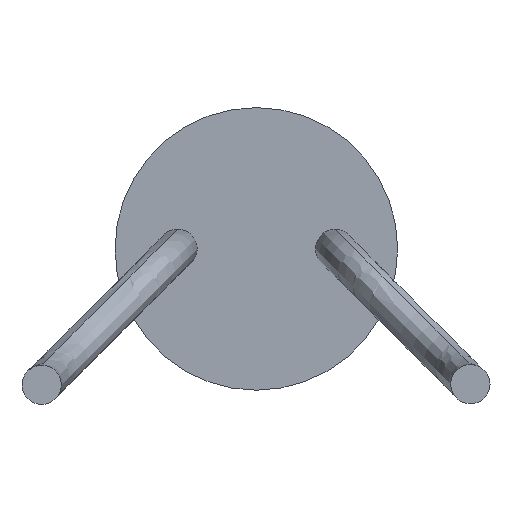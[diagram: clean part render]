
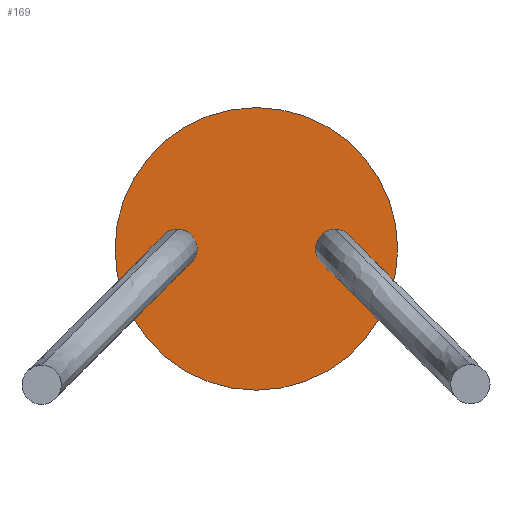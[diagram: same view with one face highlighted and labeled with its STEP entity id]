
A CAD part, front view. The second image highlights one B-rep face of the part: STEP entity #169.
In plain terms, the highlighted planar face has unit normal (0, -1, 0).
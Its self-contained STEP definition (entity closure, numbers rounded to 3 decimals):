
#19 = AXIS2_PLACEMENT_3D ( 'NONE', #804, #418, #31 ) ;
#23 = AXIS2_PLACEMENT_3D ( 'NONE', #77, #526, #140 ) ;
#25 = CIRCLE ( 'NONE', #19, 0.125 ) ;
#31 = DIRECTION ( 'NONE',  ( 0., 0., -1. ) ) ;
#38 = VERTEX_POINT ( 'NONE', #577 ) ;
#48 = EDGE_CURVE ( 'NONE', #327, #783, #457, .T. ) ;
#49 = CARTESIAN_POINT ( 'NONE',  ( 0., 0., 0. ) ) ;
#71 = FACE_BOUND ( 'NONE', #781, .T. ) ;
#77 = CARTESIAN_POINT ( 'NONE',  ( 0., 0., 0. ) ) ;
#84 = ORIENTED_EDGE ( 'NONE', *, *, #707, .F. ) ;
#95 = AXIS2_PLACEMENT_3D ( 'NONE', #231, #679, #301 ) ;
#114 = DIRECTION ( 'NONE',  ( 0., 0., 1. ) ) ;
#140 = DIRECTION ( 'NONE',  ( 0., 0., 1. ) ) ;
#141 = EDGE_CURVE ( 'NONE', #783, #327, #247, .T. ) ;
#162 = AXIS2_PLACEMENT_3D ( 'NONE', #652, #267, #718 ) ;
#169 = ADVANCED_FACE ( 'NONE', ( #71, #802, #295 ), #533, .F. ) ;
#211 = DIRECTION ( 'NONE',  ( 0., -1., 0. ) ) ;
#231 = CARTESIAN_POINT ( 'NONE',  ( 0.502, 0., 0. ) ) ;
#247 = CIRCLE ( 'NONE', #659, 0.125 ) ;
#267 = DIRECTION ( 'NONE',  ( 0., -1., 0. ) ) ;
#276 = CARTESIAN_POINT ( 'NONE',  ( 0., 0., 0. ) ) ;
#287 = AXIS2_PLACEMENT_3D ( 'NONE', #49, #501, #114 ) ;
#295 = FACE_BOUND ( 'NONE', #529, .T. ) ;
#296 = CARTESIAN_POINT ( 'NONE',  ( -0.502, 0., -0.125 ) ) ;
#301 = DIRECTION ( 'NONE',  ( 0., 0., -1. ) ) ;
#327 = VERTEX_POINT ( 'NONE', #332 ) ;
#332 = CARTESIAN_POINT ( 'NONE',  ( 0.502, 0., 0.125 ) ) ;
#345 = DIRECTION ( 'NONE',  ( 0., 0., 1. ) ) ;
#380 = ORIENTED_EDGE ( 'NONE', *, *, #431, .F. ) ;
#398 = CIRCLE ( 'NONE', #287, 0.9 ) ;
#405 = CIRCLE ( 'NONE', #162, 0.125 ) ;
#407 = EDGE_LOOP ( 'NONE', ( #806, #412 ) ) ;
#412 = ORIENTED_EDGE ( 'NONE', *, *, #559, .F. ) ;
#418 = DIRECTION ( 'NONE',  ( 0., -1., 0. ) ) ;
#421 = VERTEX_POINT ( 'NONE', #434 ) ;
#431 = EDGE_CURVE ( 'NONE', #819, #421, #405, .T. ) ;
#434 = CARTESIAN_POINT ( 'NONE',  ( -0.502, 0., 0.125 ) ) ;
#457 = CIRCLE ( 'NONE', #95, 0.125 ) ;
#463 = EDGE_CURVE ( 'NONE', #38, #572, #571, .T. ) ;
#501 = DIRECTION ( 'NONE',  ( 0., 1., 0. ) ) ;
#526 = DIRECTION ( 'NONE',  ( 0., 1., 0. ) ) ;
#529 = EDGE_LOOP ( 'NONE', ( #713, #738 ) ) ;
#533 = PLANE ( 'NONE',  #731 ) ;
#559 = EDGE_CURVE ( 'NONE', #572, #38, #398, .T. ) ;
#571 = CIRCLE ( 'NONE', #23, 0.9 ) ;
#572 = VERTEX_POINT ( 'NONE', #822 ) ;
#577 = CARTESIAN_POINT ( 'NONE',  ( 0., 0., -0.9 ) ) ;
#598 = CARTESIAN_POINT ( 'NONE',  ( 0.502, 0., 0. ) ) ;
#652 = CARTESIAN_POINT ( 'NONE',  ( -0.502, 0., 0. ) ) ;
#659 = AXIS2_PLACEMENT_3D ( 'NONE', #598, #211, #661 ) ;
#661 = DIRECTION ( 'NONE',  ( 0., 0., -1. ) ) ;
#679 = DIRECTION ( 'NONE',  ( 0., -1., 0. ) ) ;
#707 = EDGE_CURVE ( 'NONE', #421, #819, #25, .T. ) ;
#713 = ORIENTED_EDGE ( 'NONE', *, *, #141, .F. ) ;
#718 = DIRECTION ( 'NONE',  ( 0., 0., -1. ) ) ;
#727 = DIRECTION ( 'NONE',  ( 0., 1., 0. ) ) ;
#731 = AXIS2_PLACEMENT_3D ( 'NONE', #276, #727, #345 ) ;
#738 = ORIENTED_EDGE ( 'NONE', *, *, #48, .F. ) ;
#745 = CARTESIAN_POINT ( 'NONE',  ( 0.502, 0., -0.125 ) ) ;
#781 = EDGE_LOOP ( 'NONE', ( #380, #84 ) ) ;
#783 = VERTEX_POINT ( 'NONE', #745 ) ;
#802 = FACE_OUTER_BOUND ( 'NONE', #407, .T. ) ;
#804 = CARTESIAN_POINT ( 'NONE',  ( -0.502, 0., 0. ) ) ;
#806 = ORIENTED_EDGE ( 'NONE', *, *, #463, .F. ) ;
#819 = VERTEX_POINT ( 'NONE', #296 ) ;
#822 = CARTESIAN_POINT ( 'NONE',  ( 0., 0., 0.9 ) ) ;
